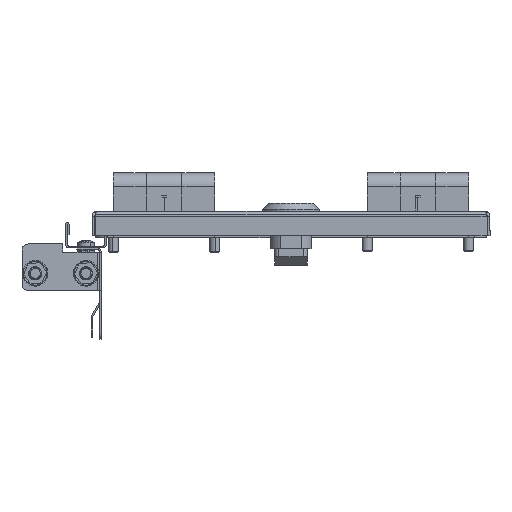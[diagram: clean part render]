
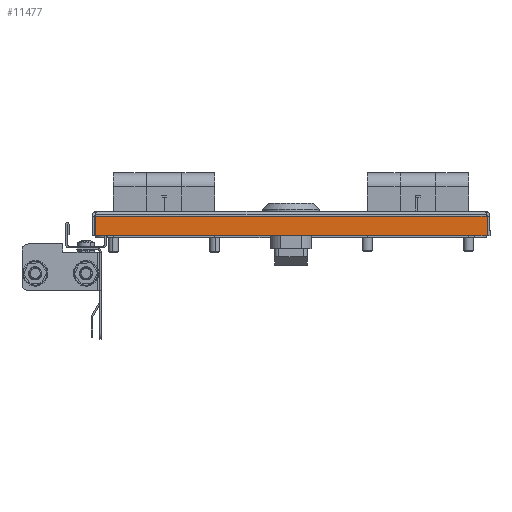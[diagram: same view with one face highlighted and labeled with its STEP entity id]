
A CAD part, left-side view. The second image highlights one B-rep face of the part: STEP entity #11477.
In plain terms, the highlighted planar face has unit normal (-1, 0, 0).
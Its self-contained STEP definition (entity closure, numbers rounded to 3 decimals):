
#60 = VECTOR ( 'NONE', #33496, 1000. ) ;
#353 = LINE ( 'NONE', #15354, #19315 ) ;
#1169 = DIRECTION ( 'NONE',  ( 0., 0., -1. ) ) ;
#3733 = CARTESIAN_POINT ( 'NONE',  ( -389.25, -0.002, 0. ) ) ;
#4706 = AXIS2_PLACEMENT_3D ( 'NONE', #3733, #51137, #1169 ) ;
#5215 = CARTESIAN_POINT ( 'NONE',  ( -389.25, -0.002, -12. ) ) ;
#6287 = EDGE_CURVE ( 'NONE', #20521, #50889, #353, .T. ) ;
#6484 = CARTESIAN_POINT ( 'NONE',  ( -389.25, 96.528, -2.4 ) ) ;
#7746 = EDGE_CURVE ( 'NONE', #50889, #22352, #29443, .T. ) ;
#11477 = ADVANCED_FACE ( 'NONE', ( #55880 ), #51322, .F. ) ;
#11693 = CARTESIAN_POINT ( 'NONE',  ( -389.25, -98.002, -2.4 ) ) ;
#11822 = EDGE_CURVE ( 'NONE', #21071, #22352, #53082, .T. ) ;
#13187 = ORIENTED_EDGE ( 'NONE', *, *, #11822, .F. ) ;
#14795 = DIRECTION ( 'NONE',  ( 0., 0., -1. ) ) ;
#15354 = CARTESIAN_POINT ( 'NONE',  ( -389.25, 96.528, 0. ) ) ;
#18904 = CARTESIAN_POINT ( 'NONE',  ( -389.25, -96.531, -2.4 ) ) ;
#19315 = VECTOR ( 'NONE', #14795, 1000. ) ;
#20521 = VERTEX_POINT ( 'NONE', #6484 ) ;
#21071 = VERTEX_POINT ( 'NONE', #18904 ) ;
#22352 = VERTEX_POINT ( 'NONE', #22643 ) ;
#22643 = CARTESIAN_POINT ( 'NONE',  ( -389.25, -96.531, -12. ) ) ;
#28616 = ORIENTED_EDGE ( 'NONE', *, *, #7746, .T. ) ;
#29443 = LINE ( 'NONE', #5215, #55974 ) ;
#30949 = DIRECTION ( 'NONE',  ( 0., -1., 0. ) ) ;
#31291 = CARTESIAN_POINT ( 'NONE',  ( -389.25, 96.528, -12. ) ) ;
#33496 = DIRECTION ( 'NONE',  ( 0., -1., 0. ) ) ;
#38133 = CARTESIAN_POINT ( 'NONE',  ( -389.25, -96.531, -1.4 ) ) ;
#42101 = DIRECTION ( 'NONE',  ( 0., 0., -1. ) ) ;
#42165 = VECTOR ( 'NONE', #42101, 1000. ) ;
#46246 = LINE ( 'NONE', #11693, #60 ) ;
#46450 = EDGE_LOOP ( 'NONE', ( #13187, #54953, #47550, #28616 ) ) ;
#47550 = ORIENTED_EDGE ( 'NONE', *, *, #6287, .T. ) ;
#47656 = EDGE_CURVE ( 'NONE', #20521, #21071, #46246, .T. ) ;
#50889 = VERTEX_POINT ( 'NONE', #31291 ) ;
#51137 = DIRECTION ( 'NONE',  ( 1., 0., 0. ) ) ;
#51322 = PLANE ( 'NONE',  #4706 ) ;
#53082 = LINE ( 'NONE', #38133, #42165 ) ;
#54953 = ORIENTED_EDGE ( 'NONE', *, *, #47656, .F. ) ;
#55880 = FACE_OUTER_BOUND ( 'NONE', #46450, .T. ) ;
#55974 = VECTOR ( 'NONE', #30949, 1000. ) ;
